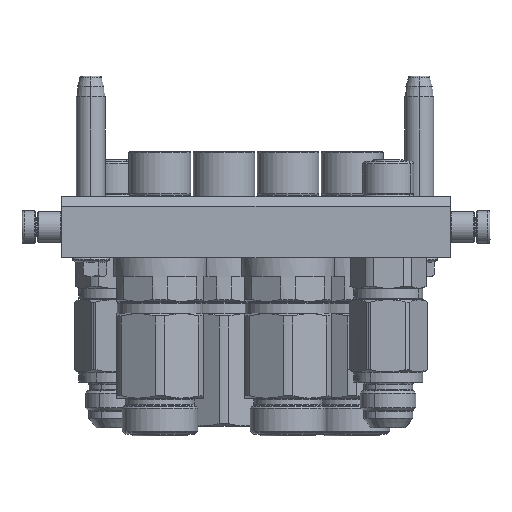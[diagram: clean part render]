
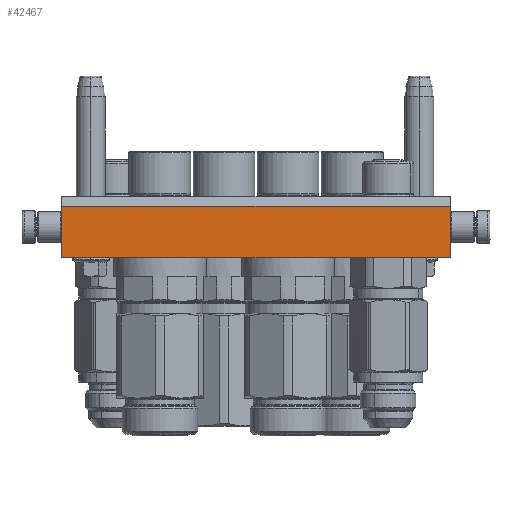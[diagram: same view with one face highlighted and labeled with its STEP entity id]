
A CAD part, left-side view. The second image highlights one B-rep face of the part: STEP entity #42467.
In plain terms, the highlighted face is planar.
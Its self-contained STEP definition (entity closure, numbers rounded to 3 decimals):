
#4374 = ORIENTED_EDGE ( 'NONE', *, *, #12873, .F. ) ;
#5884 = CARTESIAN_POINT ( 'NONE',  ( -94., -10., -45. ) ) ;
#10101 = DIRECTION ( 'NONE',  ( 1., 0., 0. ) ) ;
#10526 = AXIS2_PLACEMENT_3D ( 'NONE', #20022, #57622, #25441 ) ;
#12873 = EDGE_CURVE ( 'NONE', #13591, #30430, #56696, .T. ) ;
#12884 = EDGE_CURVE ( 'NONE', #58990, #29893, #19721, .T. ) ;
#12949 = CARTESIAN_POINT ( 'NONE',  ( -94., 15., -45. ) ) ;
#13591 = VERTEX_POINT ( 'NONE', #5884 ) ;
#15459 = DIRECTION ( 'NONE',  ( -1., 0., 0. ) ) ;
#17047 = CARTESIAN_POINT ( 'NONE',  ( -94., -10., -45. ) ) ;
#19721 = LINE ( 'NONE', #37800, #60115 ) ;
#20022 = CARTESIAN_POINT ( 'NONE',  ( 94., -15., -45. ) ) ;
#23323 = VECTOR ( 'NONE', #54693, 1000. ) ;
#23611 = VECTOR ( 'NONE', #58044, 1000. ) ;
#23661 = CARTESIAN_POINT ( 'NONE',  ( 94., -10., -45. ) ) ;
#25441 = DIRECTION ( 'NONE',  ( -1., 0., 0. ) ) ;
#26544 = CARTESIAN_POINT ( 'NONE',  ( 94., -10., -45. ) ) ;
#27143 = FACE_OUTER_BOUND ( 'NONE', #62461, .T. ) ;
#29893 = VERTEX_POINT ( 'NONE', #12949 ) ;
#30430 = VERTEX_POINT ( 'NONE', #23661 ) ;
#34566 = LINE ( 'NONE', #26544, #23611 ) ;
#37800 = CARTESIAN_POINT ( 'NONE',  ( 94., 15., -45. ) ) ;
#42467 = ADVANCED_FACE ( 'NONE', ( #27143 ), #46859, .T. ) ;
#42920 = EDGE_CURVE ( 'NONE', #30430, #58990, #34566, .T. ) ;
#44332 = ORIENTED_EDGE ( 'NONE', *, *, #45847, .T. ) ;
#45001 = VECTOR ( 'NONE', #10101, 1000. ) ;
#45602 = CARTESIAN_POINT ( 'NONE',  ( 94., 15., -45. ) ) ;
#45847 = EDGE_CURVE ( 'NONE', #13591, #29893, #65415, .T. ) ;
#46859 = PLANE ( 'NONE',  #10526 ) ;
#47699 = CARTESIAN_POINT ( 'NONE',  ( -94., -10., -45. ) ) ;
#54693 = DIRECTION ( 'NONE',  ( 0., 1., 0. ) ) ;
#56696 = LINE ( 'NONE', #47699, #45001 ) ;
#57622 = DIRECTION ( 'NONE',  ( 0., 0., -1. ) ) ;
#58044 = DIRECTION ( 'NONE',  ( 0., 1., 0. ) ) ;
#58990 = VERTEX_POINT ( 'NONE', #45602 ) ;
#60115 = VECTOR ( 'NONE', #15459, 1000. ) ;
#60345 = ORIENTED_EDGE ( 'NONE', *, *, #12884, .F. ) ;
#62461 = EDGE_LOOP ( 'NONE', ( #44332, #60345, #62812, #4374 ) ) ;
#62812 = ORIENTED_EDGE ( 'NONE', *, *, #42920, .F. ) ;
#65415 = LINE ( 'NONE', #17047, #23323 ) ;
